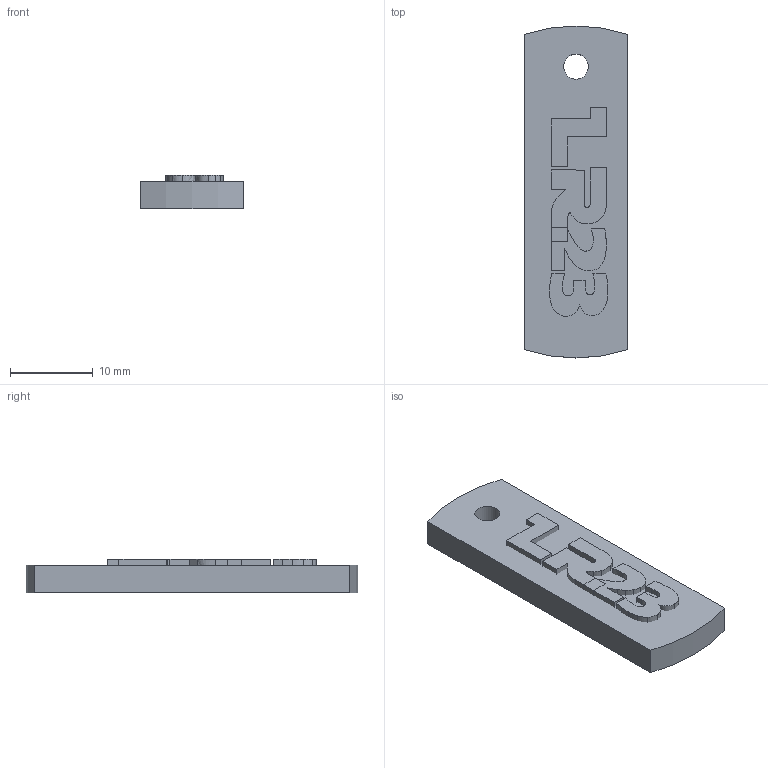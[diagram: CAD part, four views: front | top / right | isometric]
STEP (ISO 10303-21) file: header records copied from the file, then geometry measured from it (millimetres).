
FILE_DESCRIPTION(('FreeCAD Model'),'2;1');
FILE_NAME( 'LR23.step', '2015-04-13T17:06:46',('Author'),(''), 'Open CASCADE STEP processor 6.8','FreeCAD','Unknown');
FILE_SCHEMA(('AUTOMOTIVE_DESIGN_CC2 { 1 2 10303 214 -1 1 5 4 }'));
Length unit declared in the file: millimetre
Products named in the file (2): keychain-body; LR23
Bounding box: 12.49 x 40 x 4 mm (x, y, z)
Surface area: 2093.8 mm2
Topology: 5 solids, 5 shells, 98 faces, 264 edges, 176 vertices
Faces by surface type: extrusion 54, plane 41, cylinder 3
Full cylindrical faces by diameter (mm): 3 x1
Entity records: 6615 total; most frequent: CARTESIAN_POINT 1611, DIRECTION 722, VECTOR 614, LINE 560, ORIENTED_EDGE 528, PCURVE 528, DEFINITIONAL_REPRESENTATION 528, B_SPLINE_CURVE_WITH_KNOTS 274
